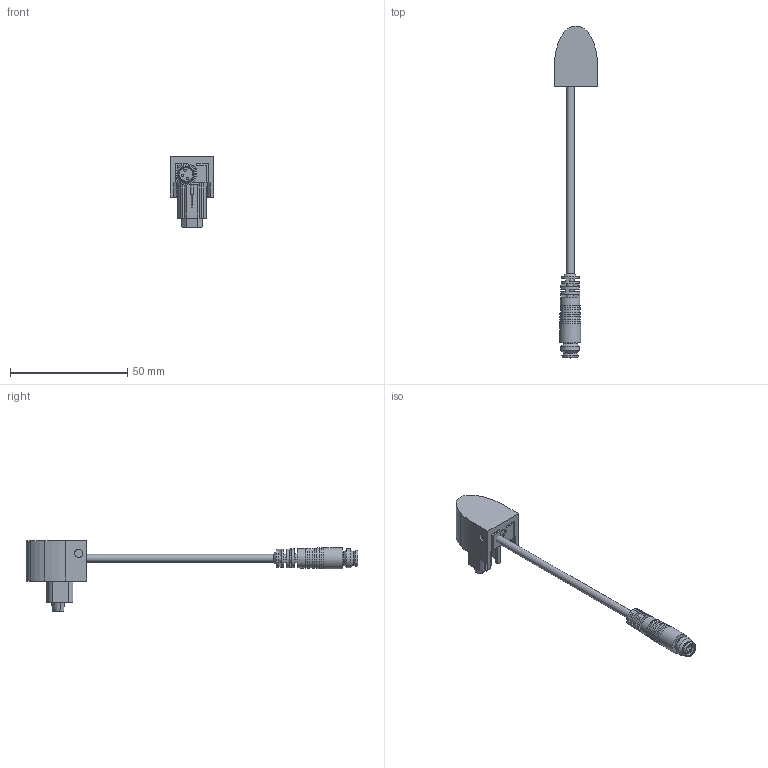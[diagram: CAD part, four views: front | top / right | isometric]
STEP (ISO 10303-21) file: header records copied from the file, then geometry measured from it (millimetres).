
FILE_DESCRIPTION (( 'STEP AP214' ), '1' );
FILE_NAME ('1804-3740.STEP', '2019-06-12T18:34:54', ( '' ), ( '' ), 'SwSTEP 2.0', 'SolidWorks 2018', '' );
FILE_SCHEMA (( 'AUTOMOTIVE_DESIGN' ));
Length unit declared in the file: inch
Products named in the file (1): 1804-3740
Bounding box: 18.4 x 141.7 x 30.3 mm (x, y, z)
Volume: 7254 mm3; surface area: 9288.1 mm2
Topology: 11 solids, 11 shells, 306 faces, 832 edges, 547 vertices
Faces by surface type: plane 154, cylinder 103, cone 42, bspline 7
Full cylindrical faces by diameter (mm): 0.6 x2, 0.7 x2, 0.9 x4, 1 x3, 1.5 x2, 3.4 x2, 3.5 x2, 5.8 x1, 6 x2, 7 x1, 8 x1, 9 x1
Entity records: 13664 total; most frequent: CARTESIAN_POINT 2145, DIRECTION 1574, ORIENTED_EDGE 1464, EDGE_CURVE 732, AXIS2_PLACEMENT_3D 601, VERTEX_POINT 511, EDGE_LOOP 387, LINE 372
